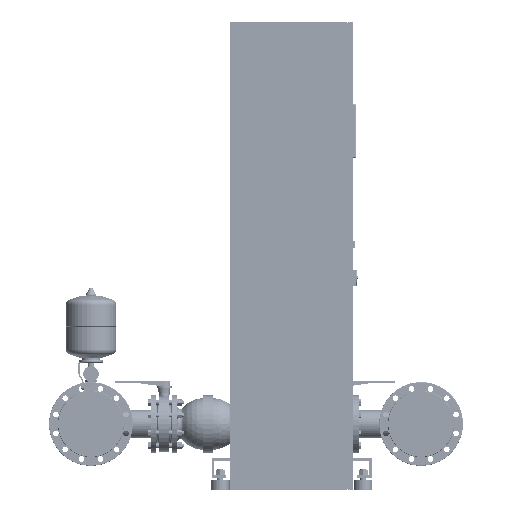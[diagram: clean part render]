
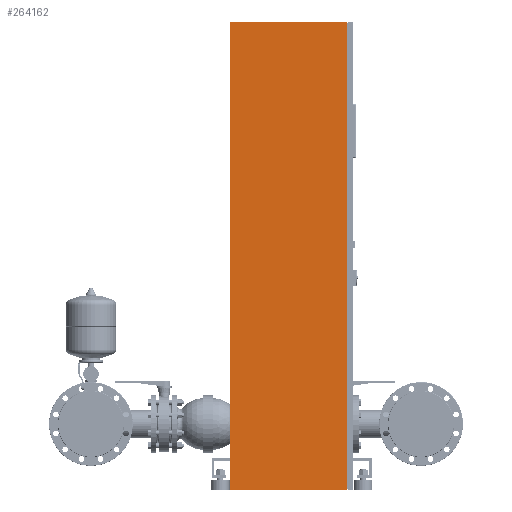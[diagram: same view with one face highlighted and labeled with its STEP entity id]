
A CAD part, left-side view. The second image highlights one B-rep face of the part: STEP entity #264162.
In plain terms, the highlighted planar face has unit normal (-1, 0, 0).
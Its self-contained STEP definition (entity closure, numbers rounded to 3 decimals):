
#264123=CARTESIAN_POINT('',(-2150.0,250.0,0.0));
#264124=DIRECTION('',(-1.0,0.0,0.0));
#264125=DIRECTION('',(0.0,-1.0,0.0));
#264126=AXIS2_PLACEMENT_3D('',#264123,#264124,#264125);
#264127=PLANE('',#264126);
#264128=CARTESIAN_POINT('',(-2150.0,-225.0,0.));
#264129=VERTEX_POINT('',#264128);
#264130=CARTESIAN_POINT('',(-2150.,-225.,1900.));
#264131=VERTEX_POINT('',#264130);
#264132=CARTESIAN_POINT('',(-2150.0,-225.0,0.));
#264133=DIRECTION('',(0.0,0.0,1.0));
#264134=VECTOR('',#264133,1900.);
#264135=LINE('',#264132,#264134);
#264136=EDGE_CURVE('',#264129,#264131,#264135,.T.);
#264137=ORIENTED_EDGE('',*,*,#264136,.T.);
#264138=CARTESIAN_POINT('',(-2150.,250.,1900.));
#264139=VERTEX_POINT('',#264138);
#264140=CARTESIAN_POINT('',(-2150.,250.,1900.));
#264141=DIRECTION('',(0.0,-1.0,0.0));
#264142=VECTOR('',#264141,475.0);
#264143=LINE('',#264140,#264142);
#264144=EDGE_CURVE('',#264139,#264131,#264143,.T.);
#264145=ORIENTED_EDGE('',*,*,#264144,.F.);
#264146=CARTESIAN_POINT('',(-2150.0,250.0,0.0));
#264147=VERTEX_POINT('',#264146);
#264148=CARTESIAN_POINT('',(-2150.,250.,1900.));
#264149=DIRECTION('',(0.0,0.0,-1.0));
#264150=VECTOR('',#264149,1900.);
#264151=LINE('',#264148,#264150);
#264152=EDGE_CURVE('',#264139,#264147,#264151,.T.);
#264153=ORIENTED_EDGE('',*,*,#264152,.T.);
#264154=CARTESIAN_POINT('',(-2150.0,250.0,0.0));
#264155=DIRECTION('',(0.0,-1.0,0.0));
#264156=VECTOR('',#264155,475.0);
#264157=LINE('',#264154,#264156);
#264158=EDGE_CURVE('',#264147,#264129,#264157,.T.);
#264159=ORIENTED_EDGE('',*,*,#264158,.T.);
#264160=EDGE_LOOP('',(#264137,#264145,#264153,#264159));
#264161=FACE_OUTER_BOUND('',#264160,.T.);
#264162=ADVANCED_FACE('',(#264161),#264127,.T.);
